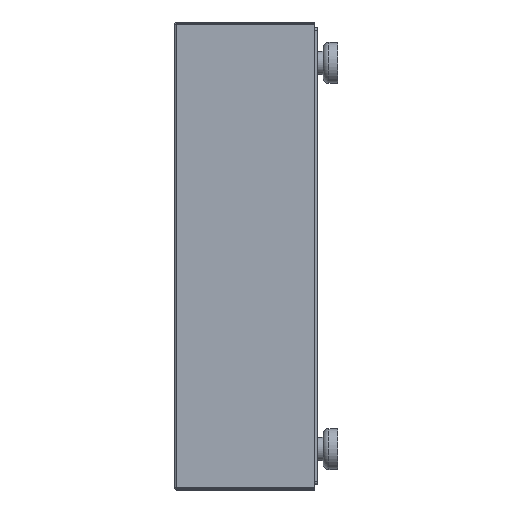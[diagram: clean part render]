
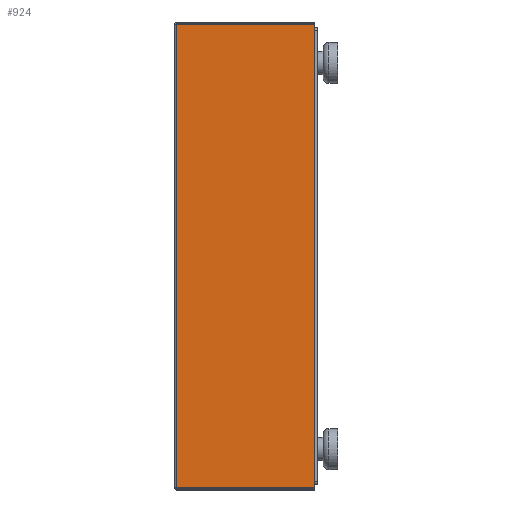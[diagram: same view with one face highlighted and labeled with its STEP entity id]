
A CAD part, left-side view. The second image highlights one B-rep face of the part: STEP entity #924.
In plain terms, the highlighted planar face has unit normal (-1, 0, 0).
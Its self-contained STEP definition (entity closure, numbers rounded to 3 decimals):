
#12 = VECTOR ( 'NONE', #3697, 1000. ) ;
#179 = DIRECTION ( 'NONE',  ( 0., 0., -1. ) ) ;
#290 = AXIS2_PLACEMENT_3D ( 'NONE', #2642, #3591, #1390 ) ;
#809 = FACE_OUTER_BOUND ( 'NONE', #2470, .T. ) ;
#839 = CARTESIAN_POINT ( 'NONE',  ( -250., -120., 198. ) ) ;
#924 = ADVANCED_FACE ( 'NONE', ( #809 ), #3271, .T. ) ;
#1132 = EDGE_CURVE ( 'NONE', #1346, #2846, #1248, .T. ) ;
#1143 = VERTEX_POINT ( 'NONE', #839 ) ;
#1166 = CARTESIAN_POINT ( 'NONE',  ( -250., -2., 198. ) ) ;
#1248 = LINE ( 'NONE', #2113, #2867 ) ;
#1346 = VERTEX_POINT ( 'NONE', #2886 ) ;
#1354 = CARTESIAN_POINT ( 'NONE',  ( -250., -2., -198. ) ) ;
#1390 = DIRECTION ( 'NONE',  ( 0., 0., 1. ) ) ;
#1818 = DIRECTION ( 'NONE',  ( 0., 1., 0. ) ) ;
#1830 = CARTESIAN_POINT ( 'NONE',  ( -250., -120., 198. ) ) ;
#1986 = ORIENTED_EDGE ( 'NONE', *, *, #1132, .F. ) ;
#2097 = ORIENTED_EDGE ( 'NONE', *, *, #3927, .T. ) ;
#2113 = CARTESIAN_POINT ( 'NONE',  ( -250., -120., -198. ) ) ;
#2231 = VERTEX_POINT ( 'NONE', #3052 ) ;
#2470 = EDGE_LOOP ( 'NONE', ( #3062, #3079, #1986, #2097 ) ) ;
#2642 = CARTESIAN_POINT ( 'NONE',  ( -250., -120., 198. ) ) ;
#2679 = VECTOR ( 'NONE', #179, 1000. ) ;
#2711 = CARTESIAN_POINT ( 'NONE',  ( -250., -120., 198. ) ) ;
#2846 = VERTEX_POINT ( 'NONE', #1354 ) ;
#2867 = VECTOR ( 'NONE', #1818, 1000. ) ;
#2886 = CARTESIAN_POINT ( 'NONE',  ( -250., -120., -198. ) ) ;
#3010 = DIRECTION ( 'NONE',  ( 0., 0., 1. ) ) ;
#3052 = CARTESIAN_POINT ( 'NONE',  ( -250., -2., 198. ) ) ;
#3062 = ORIENTED_EDGE ( 'NONE', *, *, #3287, .T. ) ;
#3079 = ORIENTED_EDGE ( 'NONE', *, *, #3606, .T. ) ;
#3271 = PLANE ( 'NONE',  #290 ) ;
#3287 = EDGE_CURVE ( 'NONE', #1143, #2231, #3986, .T. ) ;
#3312 = LINE ( 'NONE', #2711, #3773 ) ;
#3591 = DIRECTION ( 'NONE',  ( -1., 0., 0. ) ) ;
#3606 = EDGE_CURVE ( 'NONE', #2231, #2846, #3946, .T. ) ;
#3697 = DIRECTION ( 'NONE',  ( 0., 1., 0. ) ) ;
#3773 = VECTOR ( 'NONE', #3010, 1000. ) ;
#3927 = EDGE_CURVE ( 'NONE', #1346, #1143, #3312, .T. ) ;
#3946 = LINE ( 'NONE', #1166, #2679 ) ;
#3986 = LINE ( 'NONE', #1830, #12 ) ;
